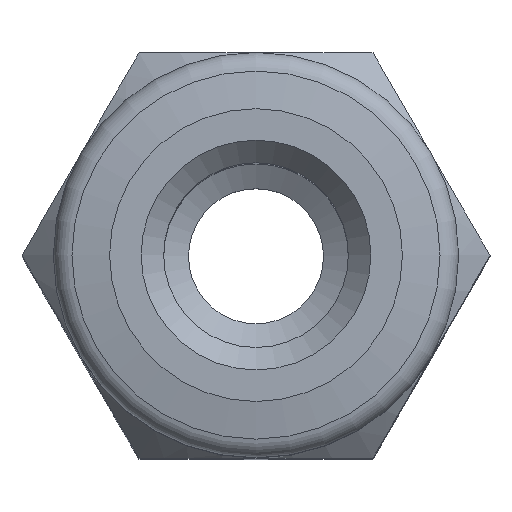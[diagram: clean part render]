
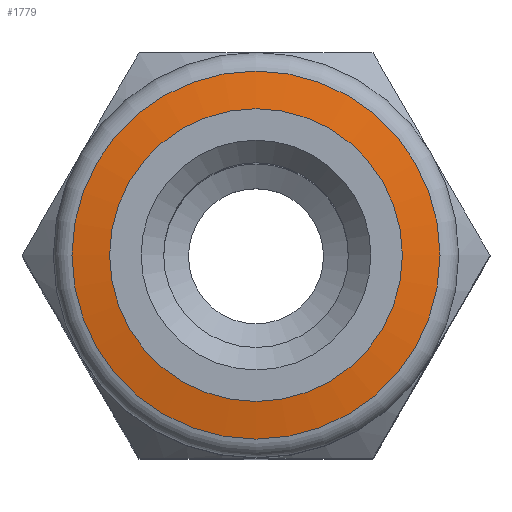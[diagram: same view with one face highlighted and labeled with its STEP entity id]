
A CAD part, top view. The second image highlights one B-rep face of the part: STEP entity #1779.
In plain terms, the highlighted conical face has half-angle 80 degrees and reference radius 4.087 mm.
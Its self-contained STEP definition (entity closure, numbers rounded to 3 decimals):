
#781=CONICAL_SURFACE('',#1665,4.087,80.);
#817=ORIENTED_EDGE('',*,*,#1038,.T.);
#818=ORIENTED_EDGE('',*,*,#1037,.F.);
#947=CIRCLE('',#1664,3.25);
#948=CIRCLE('',#1666,4.087);
#986=VERTEX_POINT('',#1502);
#987=VERTEX_POINT('',#1505);
#1037=EDGE_CURVE('',#986,#986,#947,.T.);
#1038=EDGE_CURVE('',#987,#987,#948,.T.);
#1114=EDGE_LOOP('',(#817));
#1115=EDGE_LOOP('',(#818));
#1188=FACE_BOUND('',#1114,.T.);
#1189=FACE_BOUND('',#1115,.T.);
#1278=DIRECTION('',(0.,1.,0.));
#1279=DIRECTION('',(3.25,0.,0.));
#1280=DIRECTION('',(0.,-1.,0.));
#1281=DIRECTION('',(1.,0.,0.));
#1282=DIRECTION('',(0.,1.,0.));
#1283=DIRECTION('',(4.087,0.,0.));
#1502=CARTESIAN_POINT('',(93.285,52.38,0.));
#1503=CARTESIAN_POINT('',(90.035,52.38,0.));
#1504=CARTESIAN_POINT('',(90.035,52.233,0.));
#1505=CARTESIAN_POINT('',(94.122,52.233,0.));
#1506=CARTESIAN_POINT('',(90.035,52.233,0.));
#1664=AXIS2_PLACEMENT_3D('',#1503,#1278,#1279);
#1665=AXIS2_PLACEMENT_3D('',#1504,#1280,#1281);
#1666=AXIS2_PLACEMENT_3D('',#1506,#1282,#1283);
#1779=ADVANCED_FACE('',(#1188,#1189),#781,.T.);
